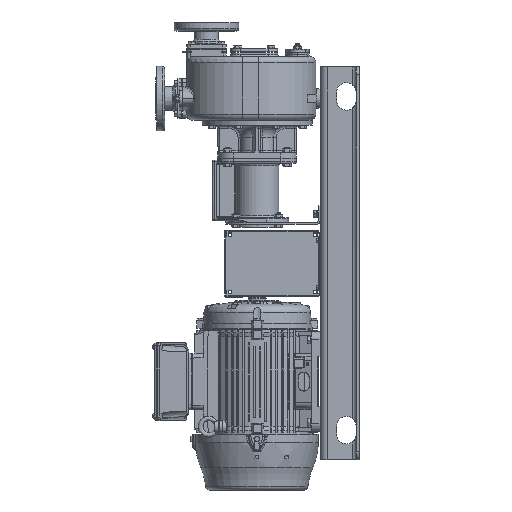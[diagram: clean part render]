
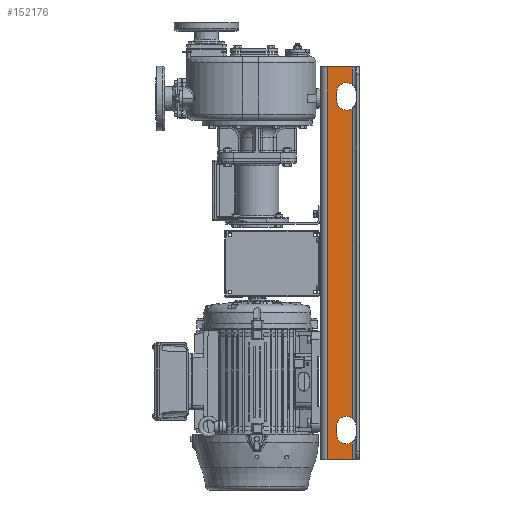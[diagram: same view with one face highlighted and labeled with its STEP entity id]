
A CAD part, left-side view. The second image highlights one B-rep face of the part: STEP entity #152176.
In plain terms, the highlighted planar face has unit normal (-1, 0, 0).
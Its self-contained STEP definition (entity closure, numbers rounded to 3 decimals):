
#19088=DIRECTION('',(0.,0.,-1.));
#19089=VECTOR('',#19088,1000.);
#19090=CARTESIAN_POINT('',(-185.,-18.,80.5));
#19091=LINE('',#19090,#19089);
#50025=DIRECTION('',(0.,0.,-1.));
#50026=VECTOR('',#50025,20.);
#50027=CARTESIAN_POINT('',(-185.,-42.,15.5));
#50028=LINE('',#50027,#50026);
#50029=CARTESIAN_POINT('',(-185.,-67.,-4.5));
#50030=DIRECTION('',(1.,0.,0.));
#50031=DIRECTION('',(0.,-0.6,-0.8));
#50032=AXIS2_PLACEMENT_3D('',#50029,#50030,#50031);
#50034=DIRECTION('',(0.,0.,-1.));
#50035=VECTOR('',#50034,790.);
#50036=CARTESIAN_POINT('',(-185.,-82.,-24.5));
#50037=LINE('',#50036,#50035);
#50038=CARTESIAN_POINT('',(-185.,-67.,-834.5));
#50039=DIRECTION('',(1.,0.,0.));
#50040=DIRECTION('',(0.,1.,0.));
#50041=AXIS2_PLACEMENT_3D('',#50038,#50039,#50040);
#50043=DIRECTION('',(0.,0.,-1.));
#50044=VECTOR('',#50043,20.);
#50045=CARTESIAN_POINT('',(-185.,-42.,-834.5));
#50046=LINE('',#50045,#50044);
#50047=CARTESIAN_POINT('',(-185.,-67.,-854.5));
#50048=DIRECTION('',(1.,0.,0.));
#50049=DIRECTION('',(0.,-0.6,-0.8));
#50050=AXIS2_PLACEMENT_3D('',#50047,#50048,#50049);
#50052=DIRECTION('',(0.,0.,-1.));
#50053=VECTOR('',#50052,45.);
#50054=CARTESIAN_POINT('',(-185.,-82.,-874.5));
#50055=LINE('',#50054,#50053);
#50056=DIRECTION('',(0.,0.,-1.));
#50057=VECTOR('',#50056,45.);
#50058=CARTESIAN_POINT('',(-185.,-82.,80.5));
#50059=LINE('',#50058,#50057);
#50060=CARTESIAN_POINT('',(-185.,-67.,15.5));
#50061=DIRECTION('',(1.,0.,0.));
#50062=DIRECTION('',(0.,1.,0.));
#50063=AXIS2_PLACEMENT_3D('',#50060,#50061,#50062);
#50117=CARTESIAN_POINT('',(-185.,-82.,-24.5));
#50123=CARTESIAN_POINT('',(-185.,-82.,-814.5));
#50263=CARTESIAN_POINT('',(-185.,-82.,35.5));
#50491=DIRECTION('',(0.,1.,0.));
#50492=VECTOR('',#50491,64.);
#50493=CARTESIAN_POINT('',(-185.,-82.,80.5));
#50494=LINE('',#50493,#50492);
#50597=CARTESIAN_POINT('',(-185.,-82.,-874.5));
#50809=DIRECTION('',(0.,1.,0.));
#50810=VECTOR('',#50809,64.);
#50811=CARTESIAN_POINT('',(-185.,-82.,-919.5));
#50812=LINE('',#50811,#50810);
#90989=CARTESIAN_POINT('',(-185.,-82.,80.5));
#90991=VERTEX_POINT('',#90989);
#90992=CARTESIAN_POINT('',(-185.,-18.,80.5));
#90993=VERTEX_POINT('',#90992);
#91005=CARTESIAN_POINT('',(-185.,-82.,-919.5));
#91007=VERTEX_POINT('',#91005);
#91008=CARTESIAN_POINT('',(-185.,-18.,-919.5));
#91009=VERTEX_POINT('',#91008);
#91129=VERTEX_POINT('',#50117);
#91132=VERTEX_POINT('',#50263);
#91134=VERTEX_POINT('',#50597);
#91137=VERTEX_POINT('',#50123);
#91138=CARTESIAN_POINT('',(-185.,-42.,15.5));
#91139=CARTESIAN_POINT('',(-185.,-42.,-4.5));
#91140=VERTEX_POINT('',#91138);
#91141=VERTEX_POINT('',#91139);
#91142=CARTESIAN_POINT('',(-185.,-42.,-854.5));
#91143=VERTEX_POINT('',#91142);
#91144=CARTESIAN_POINT('',(-185.,-42.,-834.5));
#91145=VERTEX_POINT('',#91144);
#152147=CARTESIAN_POINT('',(-185.,-82.,80.5));
#152148=DIRECTION('',(-1.,0.,0.));
#152149=DIRECTION('',(0.,1.,0.));
#152150=AXIS2_PLACEMENT_3D('',#152147,#152148,#152149);
#152151=PLANE('',#152150);
#152152=ORIENTED_EDGE('',*,*,#152137,.T.);
#152154=ORIENTED_EDGE('',*,*,#152153,.F.);
#152156=ORIENTED_EDGE('',*,*,#152155,.T.);
#152158=ORIENTED_EDGE('',*,*,#152157,.F.);
#152160=ORIENTED_EDGE('',*,*,#152159,.T.);
#152162=ORIENTED_EDGE('',*,*,#152161,.F.);
#152164=ORIENTED_EDGE('',*,*,#152163,.T.);
#152166=ORIENTED_EDGE('',*,*,#152165,.T.);
#152167=ORIENTED_EDGE('',*,*,#124060,.F.);
#152169=ORIENTED_EDGE('',*,*,#152168,.F.);
#152171=ORIENTED_EDGE('',*,*,#152170,.T.);
#152173=ORIENTED_EDGE('',*,*,#152172,.F.);
#152174=EDGE_LOOP('',(#152152,#152154,#152156,#152158,#152160,#152162,#152164,
#152166,#152167,#152169,#152171,#152173));
#152175=FACE_OUTER_BOUND('',#152174,.F.);
#152176=ADVANCED_FACE('',(#152175),#152151,.T.);
#50033=CIRCLE('',#50032,25.);
#50042=CIRCLE('',#50041,25.);
#50051=CIRCLE('',#50050,25.);
#50064=CIRCLE('',#50063,25.);
#124060=EDGE_CURVE('',#90993,#91009,#19091,.T.);
#152137=EDGE_CURVE('',#91140,#91141,#50028,.T.);
#152153=EDGE_CURVE('',#91129,#91141,#50033,.T.);
#152155=EDGE_CURVE('',#91129,#91137,#50037,.T.);
#152157=EDGE_CURVE('',#91145,#91137,#50042,.T.);
#152159=EDGE_CURVE('',#91145,#91143,#50046,.T.);
#152161=EDGE_CURVE('',#91134,#91143,#50051,.T.);
#152163=EDGE_CURVE('',#91134,#91007,#50055,.T.);
#152165=EDGE_CURVE('',#91007,#91009,#50812,.T.);
#152168=EDGE_CURVE('',#90991,#90993,#50494,.T.);
#152170=EDGE_CURVE('',#90991,#91132,#50059,.T.);
#152172=EDGE_CURVE('',#91140,#91132,#50064,.T.);
